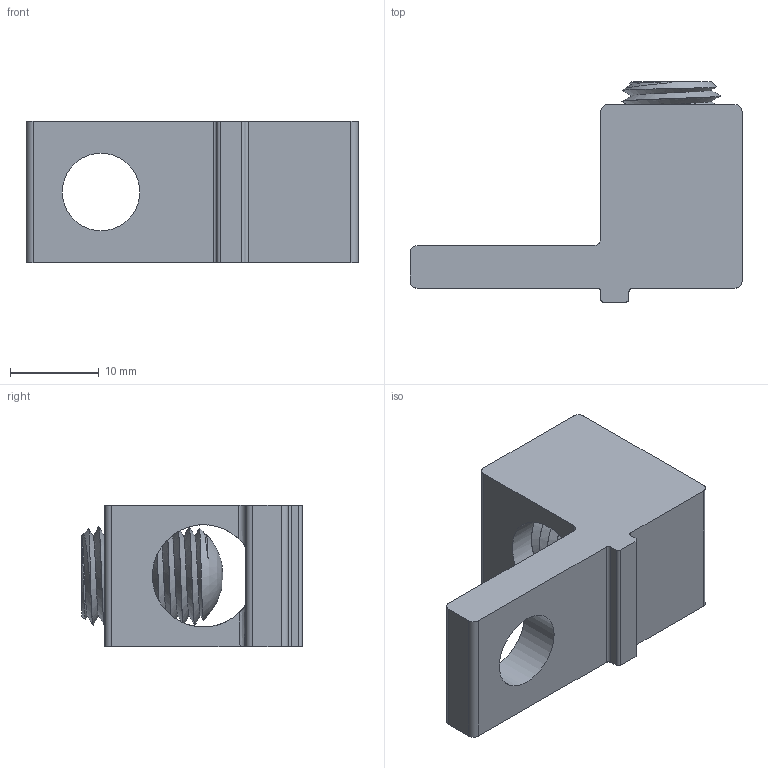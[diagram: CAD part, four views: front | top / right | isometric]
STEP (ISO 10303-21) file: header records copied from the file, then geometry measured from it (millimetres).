
FILE_DESCRIPTION(/* description */ (''),/* implementation_level */ '2;1');
FILE_NAME(/* name */ 'S2-0-TP-34-51-HEX.stp',/* time_stamp */ '2020-07-27T10:28:35-04:00',/* author */ ('dmountain'),/* organization */ (''),/* preprocessor_version */ 'ST-DEVELOPER v17',/* originating_system */ 'Autodesk Inventor 2019',/* authorisation */ '');
FILE_SCHEMA (('AUTOMOTIVE_DESIGN { 1 0 10303 214 3 1 1 }'));
Length unit declared in the file: inch
Products named in the file (3): S2-0-TP-.34-51-HEX; S2-0-TP-34-51-HEX; 11703
Assembly tree (2 placements, depth 2):
  S2-0-TP-.34-51-HEX
    S2-0-TP-34-51-HEX
    11703
Bounding box: 37.31 x 24.78 x 15.88 mm (x, y, z)
Volume: 5489.5 mm3; surface area: 4243.6 mm2
Topology: 2 solids, 2 shells, 63 faces, 177 edges, 118 vertices
Faces by surface type: cylinder 27, plane 22, cone 9, bspline 3, sphere 2
Full cylindrical faces by diameter (mm): 4.648 x1, 8.712 x1, 9.728 x1, 11.079 x9, 11.506 x1
Entity records: 4552 total; most frequent: CARTESIAN_POINT 2891, ORIENTED_EDGE 350, DIRECTION 296, EDGE_CURVE 175, VERTEX_POINT 118, AXIS2_PLACEMENT_3D 110, LINE 76, VECTOR 76
